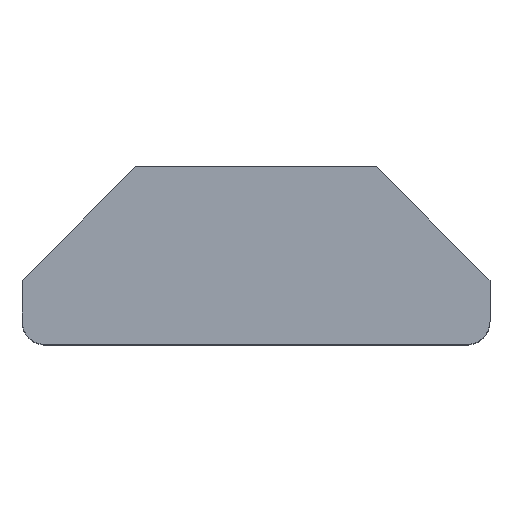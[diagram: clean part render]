
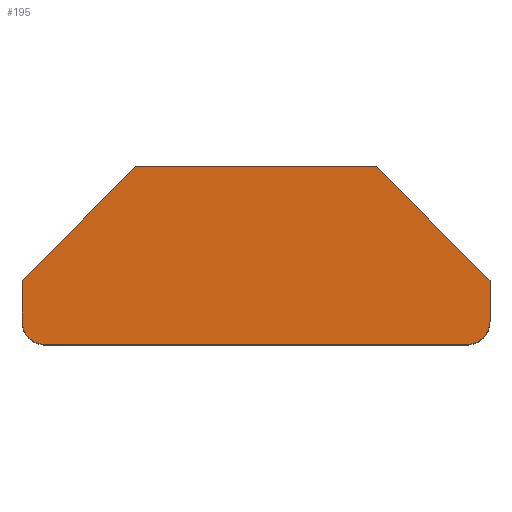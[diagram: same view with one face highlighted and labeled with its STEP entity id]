
A CAD part, top view. The second image highlights one B-rep face of the part: STEP entity #195.
In plain terms, the highlighted planar face has unit normal (0, 0, 1).
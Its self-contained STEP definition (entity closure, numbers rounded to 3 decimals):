
#12=DIRECTION('',(0.,0.,1.));
#23=VERTEX_POINT('',#24);
#24=CARTESIAN_POINT('',(-0.73,-0.35,5.5));
#27=ORIENTED_EDGE('',*,*,#28,.T.);
#28=EDGE_CURVE('',#23,#29,#31,.T.);
#29=VERTEX_POINT('',#30);
#30=CARTESIAN_POINT('',(-0.73,0.,5.5));
#31=LINE('',#24,#32);
#32=VECTOR('',#33,1.);
#33=DIRECTION('',(0.,1.,0.));
#44=DIRECTION('',(-1.,0.,0.));
#49=EDGE_CURVE('',#23,#50,#52,.T.);
#50=VERTEX_POINT('',#51);
#51=CARTESIAN_POINT('',(-0.53,-0.55,5.5));
#52=CIRCLE('',#53,0.2);
#53=AXIS2_PLACEMENT_3D('',#54,#12,#55);
#54=CARTESIAN_POINT('',(-0.53,-0.35,5.5));
#55=DIRECTION('',(1.,0.,0.));
#73=ORIENTED_EDGE('',*,*,#74,.T.);
#74=EDGE_CURVE('',#29,#75,#77,.T.);
#75=VERTEX_POINT('',#76);
#76=CARTESIAN_POINT('',(0.24,0.97,5.5));
#77=LINE('',#30,#78);
#78=VECTOR('',#79,1.);
#79=DIRECTION('',(0.707,0.707,0.));
#100=VECTOR('',#44,1.);
#114=VECTOR('',#115,1.);
#115=DIRECTION('',(0.,-1.,0.));
#121=VECTOR('',#122,1.);
#122=DIRECTION('',(0.707,-0.707,0.));
#126=VECTOR('',#55,1.);
#195=ADVANCED_FACE('',(#196),#225,.T.);
#196=FACE_BOUND('',#197,.F.);
#197=EDGE_LOOP('',(#27,#73,#198,#203,#208,#214,#221,#224));
#198=ORIENTED_EDGE('',*,*,#199,.T.);
#199=EDGE_CURVE('',#75,#200,#202,.T.);
#200=VERTEX_POINT('',#201);
#201=CARTESIAN_POINT('',(2.3,0.97,5.5));
#202=LINE('',#76,#126);
#203=ORIENTED_EDGE('',*,*,#204,.T.);
#204=EDGE_CURVE('',#200,#205,#207,.T.);
#205=VERTEX_POINT('',#206);
#206=CARTESIAN_POINT('',(3.27,0.,5.5));
#207=LINE('',#201,#121);
#208=ORIENTED_EDGE('',*,*,#209,.T.);
#209=EDGE_CURVE('',#205,#210,#212,.T.);
#210=VERTEX_POINT('',#211);
#211=CARTESIAN_POINT('',(3.27,-0.35,5.5));
#212=LINE('',#213,#114);
#213=CARTESIAN_POINT('',(3.27,0.,5.5));
#214=ORIENTED_EDGE('',*,*,#215,.F.);
#215=EDGE_CURVE('',#216,#210,#218,.T.);
#216=VERTEX_POINT('',#217);
#217=CARTESIAN_POINT('',(3.07,-0.55,5.5));
#218=CIRCLE('',#219,0.2);
#219=AXIS2_PLACEMENT_3D('',#220,#12,#55);
#220=CARTESIAN_POINT('',(3.07,-0.35,5.5));
#221=ORIENTED_EDGE('',*,*,#222,.T.);
#222=EDGE_CURVE('',#216,#50,#223,.T.);
#223=LINE('',#217,#100);
#224=ORIENTED_EDGE('',*,*,#49,.F.);
#225=PLANE('',#226);
#226=AXIS2_PLACEMENT_3D('',#24,#12,#55);
